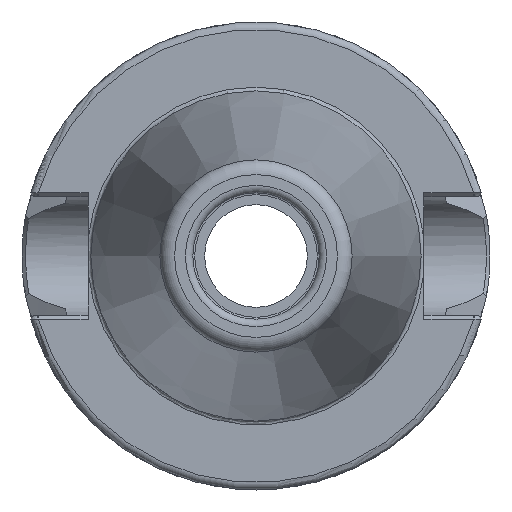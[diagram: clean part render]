
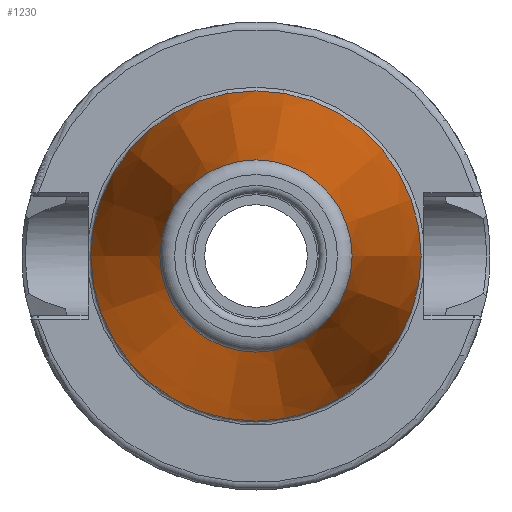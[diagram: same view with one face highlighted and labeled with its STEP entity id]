
A CAD part, left-side view. The second image highlights one B-rep face of the part: STEP entity #1230.
In plain terms, the highlighted conical face has half-angle 8.297 degrees and reference radius 17.581 mm.
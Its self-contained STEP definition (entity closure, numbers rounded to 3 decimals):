
#114=CIRCLE('',#1353,12.937);
#115=CIRCLE('',#1354,12.937);
#116=CIRCLE('',#1355,12.937);
#118=CIRCLE('',#1358,22.225);
#119=CIRCLE('',#1359,22.225);
#154=CONICAL_SURFACE('',#1357,17.581,0.145);
#218=FACE_OUTER_BOUND('',#287,.T.);
#287=EDGE_LOOP('',(#1070,#1071,#1072,#1073,#1074,#1075,#1076));
#360=LINE('',#2721,#419);
#419=VECTOR('',#1651,17.581);
#565=VERTEX_POINT('',#2709);
#566=VERTEX_POINT('',#2710);
#567=VERTEX_POINT('',#2712);
#568=VERTEX_POINT('',#2717);
#569=VERTEX_POINT('',#2718);
#744=EDGE_CURVE('',#565,#566,#114,.T.);
#745=EDGE_CURVE('',#567,#565,#115,.T.);
#746=EDGE_CURVE('',#566,#567,#116,.T.);
#748=EDGE_CURVE('',#568,#569,#118,.T.);
#749=EDGE_CURVE('',#569,#568,#119,.T.);
#750=EDGE_CURVE('',#569,#567,#360,.T.);
#1070=ORIENTED_EDGE('',*,*,#748,.F.);
#1071=ORIENTED_EDGE('',*,*,#749,.F.);
#1072=ORIENTED_EDGE('',*,*,#750,.T.);
#1073=ORIENTED_EDGE('',*,*,#745,.T.);
#1074=ORIENTED_EDGE('',*,*,#744,.T.);
#1075=ORIENTED_EDGE('',*,*,#746,.T.);
#1076=ORIENTED_EDGE('',*,*,#750,.F.);
#1230=ADVANCED_FACE('',(#218),#154,.T.);
#1353=AXIS2_PLACEMENT_3D('',#2711,#1637,#1638);
#1354=AXIS2_PLACEMENT_3D('',#2713,#1639,#1640);
#1355=AXIS2_PLACEMENT_3D('',#2714,#1641,#1642);
#1357=AXIS2_PLACEMENT_3D('',#2716,#1645,#1646);
#1358=AXIS2_PLACEMENT_3D('',#2719,#1647,#1648);
#1359=AXIS2_PLACEMENT_3D('',#2720,#1649,#1650);
#1637=DIRECTION('center_axis',(1.,0.,0.));
#1638=DIRECTION('ref_axis',(0.,0.,-1.));
#1639=DIRECTION('center_axis',(1.,0.,0.));
#1640=DIRECTION('ref_axis',(0.,0.,-1.));
#1641=DIRECTION('center_axis',(1.,0.,0.));
#1642=DIRECTION('ref_axis',(0.,0.,-1.));
#1645=DIRECTION('center_axis',(1.,0.,0.));
#1646=DIRECTION('ref_axis',(0.,1.,0.));
#1647=DIRECTION('center_axis',(1.,0.,0.));
#1648=DIRECTION('ref_axis',(0.,0.,-1.));
#1649=DIRECTION('center_axis',(1.,0.,0.));
#1650=DIRECTION('ref_axis',(0.,0.,-1.));
#1651=DIRECTION('',(-0.99,0.144,0.));
#2709=CARTESIAN_POINT('',(-63.689,12.937,0.));
#2710=CARTESIAN_POINT('',(-63.689,0.,12.937));
#2711=CARTESIAN_POINT('Origin',(-63.689,0.,
0.));
#2712=CARTESIAN_POINT('',(-63.689,-12.937,0.));
#2713=CARTESIAN_POINT('Origin',(-63.689,0.,
0.));
#2714=CARTESIAN_POINT('Origin',(-63.689,0.,
0.));
#2716=CARTESIAN_POINT('Origin',(-31.844,0.,
0.));
#2717=CARTESIAN_POINT('',(0.,22.225,0.));
#2718=CARTESIAN_POINT('',(0.,-22.225,0.));
#2719=CARTESIAN_POINT('Origin',(0.,0.,
0.));
#2720=CARTESIAN_POINT('Origin',(0.,0.,
0.));
#2721=CARTESIAN_POINT('',(-31.844,-17.581,0.));
